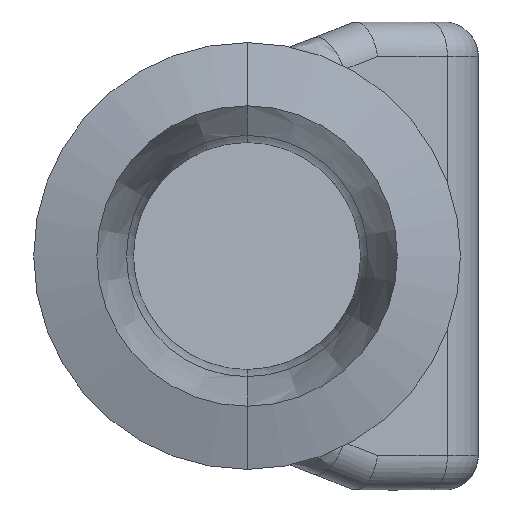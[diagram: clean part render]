
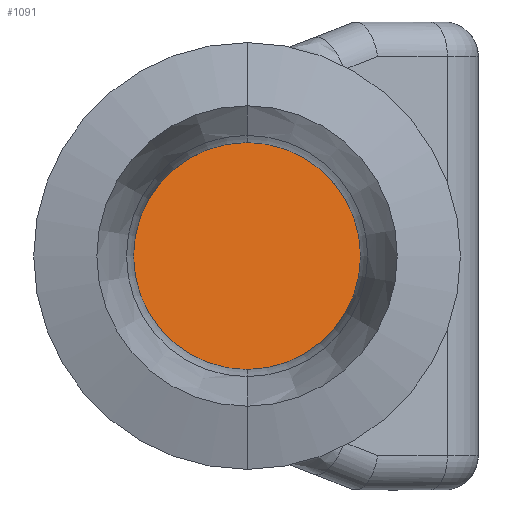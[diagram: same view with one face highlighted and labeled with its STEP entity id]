
A CAD part, left-side view. The second image highlights one B-rep face of the part: STEP entity #1091.
In plain terms, the highlighted planar face has unit normal (-0.866, -0.5, 0).
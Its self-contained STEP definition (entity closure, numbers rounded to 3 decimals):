
#1 = EDGE_CURVE ( 'NONE', #1235, #644, #1003, .T. ) ;
#103 = CARTESIAN_POINT ( 'NONE',  ( 113.95, 0., 8.25 ) ) ;
#209 = CARTESIAN_POINT ( 'NONE',  ( 113.95, 0., -8.25 ) ) ;
#244 = CARTESIAN_POINT ( 'NONE',  ( 123.476, -16.5, -8.25 ) ) ;
#340 = DIRECTION ( 'NONE',  ( 0.5, -0.866, 0. ) ) ;
#371 = CARTESIAN_POINT ( 'NONE',  ( 113.95, 0., -8.25 ) ) ;
#480 = DIRECTION ( 'NONE',  ( -0.866, -0.5, 0. ) ) ;
#607 = CARTESIAN_POINT ( 'NONE',  ( 113.95, 0., -8.25 ) ) ;
#644 = VERTEX_POINT ( 'NONE', #607 ) ;
#720 = CARTESIAN_POINT ( 'NONE',  ( 113.95, 0., 8.25 ) ) ;
#744 = EDGE_CURVE ( 'NONE', #644, #1235, #1247, .T. ) ;
#1003 =( BOUNDED_CURVE ( )  B_SPLINE_CURVE ( 3, ( #103, #1661, #1493, #209 ),
 .UNSPECIFIED., .F., .T. ) 
 B_SPLINE_CURVE_WITH_KNOTS ( ( 4, 4 ),
 ( 4.712, 7.854 ),
 .UNSPECIFIED. ) 
 CURVE ( )  GEOMETRIC_REPRESENTATION_ITEM ( )  RATIONAL_B_SPLINE_CURVE ( ( 1., 0.333, 0.333, 1. ) ) 
 REPRESENTATION_ITEM ( '' )  );
#1091 = ADVANCED_FACE ( 'NONE', ( #1499 ), #1785, .T. ) ;
#1136 = AXIS2_PLACEMENT_3D ( 'NONE', #1466, #480, #340 ) ;
#1205 = ORIENTED_EDGE ( 'NONE', *, *, #744, .T. ) ;
#1221 = EDGE_LOOP ( 'NONE', ( #1651, #1205 ) ) ;
#1235 = VERTEX_POINT ( 'NONE', #720 ) ;
#1247 =( BOUNDED_CURVE ( )  B_SPLINE_CURVE ( 3, ( #371, #244, #1394, #1271 ),
 .UNSPECIFIED., .F., .T. ) 
 B_SPLINE_CURVE_WITH_KNOTS ( ( 4, 4 ),
 ( 1.571, 4.712 ),
 .UNSPECIFIED. ) 
 CURVE ( )  GEOMETRIC_REPRESENTATION_ITEM ( )  RATIONAL_B_SPLINE_CURVE ( ( 1., 0.333, 0.333, 1. ) ) 
 REPRESENTATION_ITEM ( '' )  );
#1271 = CARTESIAN_POINT ( 'NONE',  ( 113.95, 0., 8.25 ) ) ;
#1394 = CARTESIAN_POINT ( 'NONE',  ( 123.476, -16.5, 8.25 ) ) ;
#1466 = CARTESIAN_POINT ( 'NONE',  ( 122.639, -15.05, -54.281 ) ) ;
#1493 = CARTESIAN_POINT ( 'NONE',  ( 104.423, 16.5, -8.25 ) ) ;
#1499 = FACE_OUTER_BOUND ( 'NONE', #1221, .T. ) ;
#1651 = ORIENTED_EDGE ( 'NONE', *, *, #1, .T. ) ;
#1661 = CARTESIAN_POINT ( 'NONE',  ( 104.423, 16.5, 8.25 ) ) ;
#1785 = PLANE ( 'NONE',  #1136 ) ;
